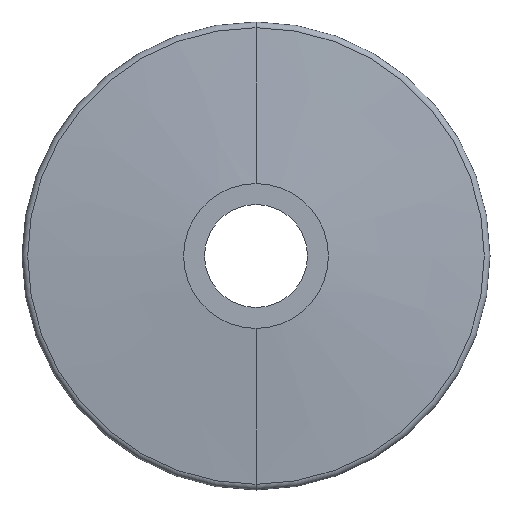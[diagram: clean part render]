
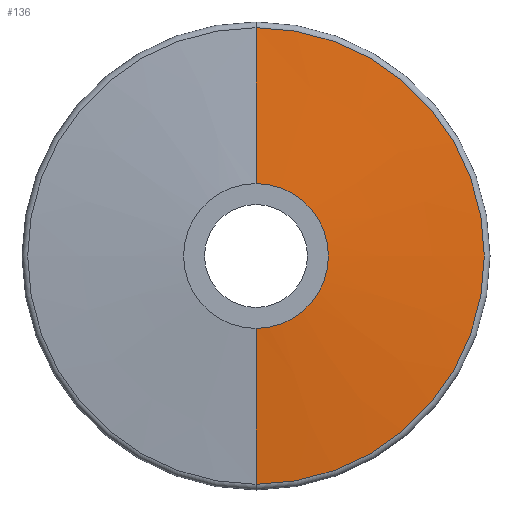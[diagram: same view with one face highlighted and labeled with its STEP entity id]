
A CAD part, front view. The second image highlights one B-rep face of the part: STEP entity #136.
In plain terms, the highlighted conical face has half-angle 84.739 degrees and reference radius 75 mm.
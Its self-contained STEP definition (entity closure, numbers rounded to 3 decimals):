
#8 = CARTESIAN_POINT ( 'NONE',  ( 0., 4.77, 0. ) ) ;
#17 = EDGE_CURVE ( 'NONE', #515, #488, #508, .T. ) ;
#39 = CIRCLE ( 'NONE', #427, 73.183 ) ;
#43 = EDGE_CURVE ( 'NONE', #488, #84, #238, .T. ) ;
#61 = VECTOR ( 'NONE', #533, 1000. ) ;
#69 = ORIENTED_EDGE ( 'NONE', *, *, #17, .F. ) ;
#77 = CARTESIAN_POINT ( 'NONE',  ( 0., 0., 23.2 ) ) ;
#84 = VERTEX_POINT ( 'NONE', #433 ) ;
#92 = CARTESIAN_POINT ( 'NONE',  ( 0., 4.603, -73.183 ) ) ;
#96 = DIRECTION ( 'NONE',  ( 0., 0.092, -0.996 ) ) ;
#108 = DIRECTION ( 'NONE',  ( 0., 0., -1. ) ) ;
#109 = EDGE_CURVE ( 'NONE', #243, #84, #39, .T. ) ;
#128 = DIRECTION ( 'NONE',  ( 0., 1., 0. ) ) ;
#130 = DIRECTION ( 'NONE',  ( 0., 0., 1. ) ) ;
#136 = ADVANCED_FACE ( 'NONE', ( #381 ), #495, .T. ) ;
#140 = CARTESIAN_POINT ( 'NONE',  ( 0., 0., 0. ) ) ;
#142 = CARTESIAN_POINT ( 'NONE',  ( 0., 4.77, -75. ) ) ;
#157 = CARTESIAN_POINT ( 'NONE',  ( 0., 4.77, 75. ) ) ;
#201 = DIRECTION ( 'NONE',  ( 0., 0., -1. ) ) ;
#214 = LINE ( 'NONE', #142, #349 ) ;
#238 = LINE ( 'NONE', #157, #61 ) ;
#243 = VERTEX_POINT ( 'NONE', #92 ) ;
#253 = ORIENTED_EDGE ( 'NONE', *, *, #274, .T. ) ;
#274 = EDGE_CURVE ( 'NONE', #515, #243, #214, .T. ) ;
#348 = AXIS2_PLACEMENT_3D ( 'NONE', #140, #450, #108 ) ;
#349 = VECTOR ( 'NONE', #96, 1000. ) ;
#366 = CARTESIAN_POINT ( 'NONE',  ( 0., 4.603, 0. ) ) ;
#373 = AXIS2_PLACEMENT_3D ( 'NONE', #8, #128, #130 ) ;
#381 = FACE_OUTER_BOUND ( 'NONE', #445, .T. ) ;
#422 = CARTESIAN_POINT ( 'NONE',  ( 0., 0., -23.2 ) ) ;
#427 = AXIS2_PLACEMENT_3D ( 'NONE', #366, #485, #201 ) ;
#433 = CARTESIAN_POINT ( 'NONE',  ( 0., 4.603, 73.183 ) ) ;
#445 = EDGE_LOOP ( 'NONE', ( #69, #253, #475, #490 ) ) ;
#450 = DIRECTION ( 'NONE',  ( 0., -1., 0. ) ) ;
#475 = ORIENTED_EDGE ( 'NONE', *, *, #109, .T. ) ;
#485 = DIRECTION ( 'NONE',  ( 0., -1., 0. ) ) ;
#488 = VERTEX_POINT ( 'NONE', #77 ) ;
#490 = ORIENTED_EDGE ( 'NONE', *, *, #43, .F. ) ;
#495 = CONICAL_SURFACE ( 'NONE', #373, 75., 1.479 ) ;
#508 = CIRCLE ( 'NONE', #348, 23.2 ) ;
#515 = VERTEX_POINT ( 'NONE', #422 ) ;
#533 = DIRECTION ( 'NONE',  ( 0., 0.092, 0.996 ) ) ;
